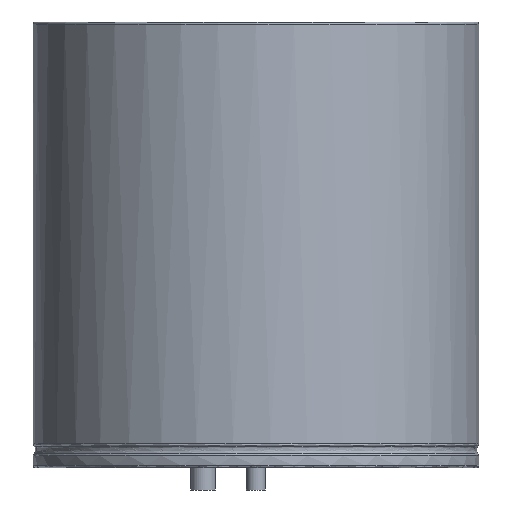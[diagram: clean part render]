
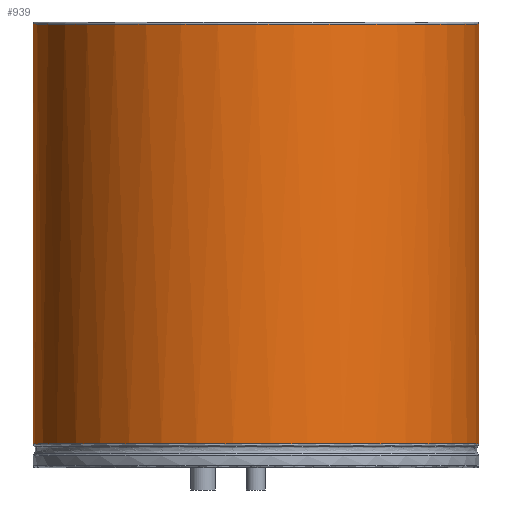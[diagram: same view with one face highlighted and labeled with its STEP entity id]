
A CAD part, left-side view. The second image highlights one B-rep face of the part: STEP entity #939.
In plain terms, the highlighted cylindrical face has radius 20 mm (diameter 40 mm), a partial arc.
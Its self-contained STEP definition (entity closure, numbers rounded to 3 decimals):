
#12=DIRECTION('',(0.,0.,1.));
#115=DIRECTION('',(0.,-0.,-1.));
#116=DIRECTION('',(0.924,-0.383,0.));
#263=VECTOR('',#12,1.);
#760=VERTEX_POINT('',#761);
#761=CARTESIAN_POINT('',(23.478,-7.654,2.135));
#771=ORIENTED_EDGE('',*,*,#772,.T.);
#772=EDGE_CURVE('',#760,#773,#775,.T.);
#773=VERTEX_POINT('',#774);
#774=CARTESIAN_POINT('',(23.478,7.654,2.135));
#775=B_SPLINE_CURVE_WITH_KNOTS('',13,(#776,#777,#778,#779,#780,#781,#782,#783,#784,#785,#786,#787,#788,#789,#790,#791,#792,#793,#794,#795,#796,#797,#798,#799,#800,#801,#802,#803,#804,#805,#806,#807,#808,#809,#810,#811,#812,#813),.UNSPECIFIED.,.F.,.F.,(14,12,12,14),(-4.685,0.,109.956,114.641),.UNSPECIFIED.);
#776=CARTESIAN_POINT('',(25.27,-3.325,2.135));
#777=CARTESIAN_POINT('',(25.132,-3.661,2.135));
#778=CARTESIAN_POINT('',(24.993,-3.995,2.135));
#779=CARTESIAN_POINT('',(24.854,-4.33,2.135));
#780=CARTESIAN_POINT('',(24.716,-4.664,2.135));
#781=CARTESIAN_POINT('',(24.578,-4.998,2.135));
#782=CARTESIAN_POINT('',(24.44,-5.331,2.135));
#783=CARTESIAN_POINT('',(24.302,-5.664,2.135));
#784=CARTESIAN_POINT('',(24.164,-5.997,2.135));
#785=CARTESIAN_POINT('',(24.026,-6.329,2.135));
#786=CARTESIAN_POINT('',(23.889,-6.661,2.135));
#787=CARTESIAN_POINT('',(23.752,-6.992,2.135));
#788=CARTESIAN_POINT('',(23.615,-7.323,2.135));
#789=CARTESIAN_POINT('',(20.263,-15.414,2.135));
#790=CARTESIAN_POINT('',(13.472,-21.823,2.135));
#791=CARTESIAN_POINT('',(3.725,-24.924,2.135));
#792=CARTESIAN_POINT('',(-7.105,-23.192,2.135));
#793=CARTESIAN_POINT('',(-16.245,-16.553,2.135));
#794=CARTESIAN_POINT('',(-22.06,-6.302,2.135));
#795=CARTESIAN_POINT('',(-22.06,6.302,2.135));
#796=CARTESIAN_POINT('',(-16.245,16.553,2.135));
#797=CARTESIAN_POINT('',(-7.105,23.192,2.135));
#798=CARTESIAN_POINT('',(3.725,24.924,2.135));
#799=CARTESIAN_POINT('',(13.472,21.823,2.135));
#800=CARTESIAN_POINT('',(20.263,15.414,2.135));
#801=CARTESIAN_POINT('',(23.615,7.323,2.135));
#802=CARTESIAN_POINT('',(23.752,6.992,2.135));
#803=CARTESIAN_POINT('',(23.889,6.661,2.135));
#804=CARTESIAN_POINT('',(24.026,6.329,2.135));
#805=CARTESIAN_POINT('',(24.164,5.997,2.135));
#806=CARTESIAN_POINT('',(24.302,5.664,2.135));
#807=CARTESIAN_POINT('',(24.44,5.331,2.135));
#808=CARTESIAN_POINT('',(24.578,4.998,2.135));
#809=CARTESIAN_POINT('',(24.716,4.664,2.135));
#810=CARTESIAN_POINT('',(24.854,4.33,2.135));
#811=CARTESIAN_POINT('',(24.993,3.995,2.135));
#812=CARTESIAN_POINT('',(25.132,3.661,2.135));
#813=CARTESIAN_POINT('',(25.27,3.325,2.135));
#939=ADVANCED_FACE('',(#940),#959,.T.);
#940=FACE_BOUND('',#941,.F.);
#941=EDGE_LOOP('',(#942,#771,#948,#954));
#942=ORIENTED_EDGE('',*,*,#943,.F.);
#943=EDGE_CURVE('',#760,#944,#946,.T.);
#944=VERTEX_POINT('',#945);
#945=CARTESIAN_POINT('',(23.478,-7.654,39.8));
#946=LINE('',#947,#263);
#947=CARTESIAN_POINT('',(23.478,-7.654,2.));
#948=ORIENTED_EDGE('',*,*,#949,.T.);
#949=EDGE_CURVE('',#773,#950,#952,.T.);
#950=VERTEX_POINT('',#951);
#951=CARTESIAN_POINT('',(23.478,7.654,39.8));
#952=LINE('',#953,#263);
#953=CARTESIAN_POINT('',(23.478,7.654,2.));
#954=ORIENTED_EDGE('',*,*,#955,.F.);
#955=EDGE_CURVE('',#944,#950,#956,.T.);
#956=CIRCLE('',#957,20.);
#957=AXIS2_PLACEMENT_3D('',#958,#115,#116);
#958=CARTESIAN_POINT('',(5.,0.,39.8));
#959=CYLINDRICAL_SURFACE('',#960,20.);
#960=AXIS2_PLACEMENT_3D('',#961,#12,#116);
#961=CARTESIAN_POINT('',(5.,0.,2.));
